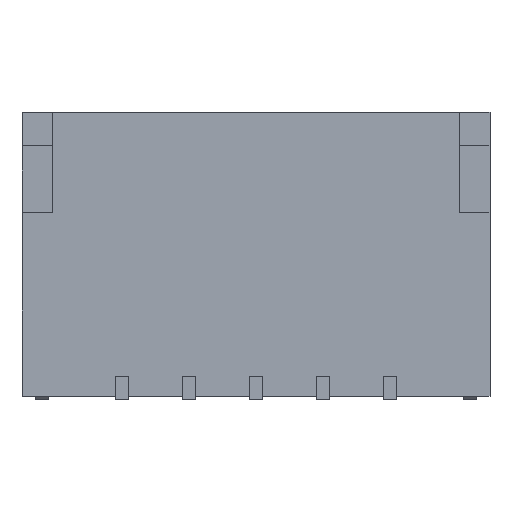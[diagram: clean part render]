
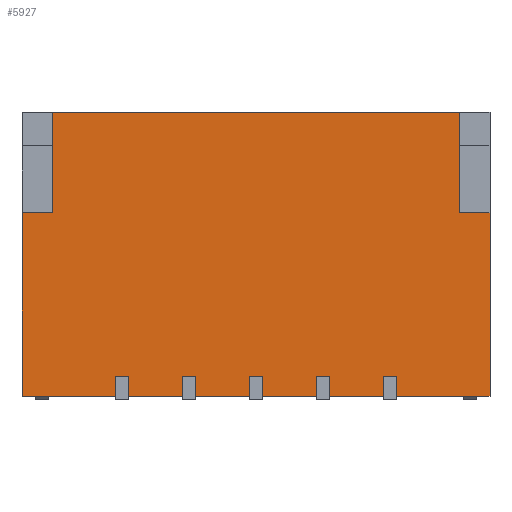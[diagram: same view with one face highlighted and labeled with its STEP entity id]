
A CAD part, front view. The second image highlights one B-rep face of the part: STEP entity #5927.
In plain terms, the highlighted planar face has unit normal (0, -1, 0).
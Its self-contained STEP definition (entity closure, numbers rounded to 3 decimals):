
#276=FACE_OUTER_BOUND('',#592,.T.);
#592=EDGE_LOOP('',(#4907,#4908,#4909,#4910,#4911,#4912,#4913,#4914,#4915,
#4916,#4917,#4918,#4919,#4920,#4921,#4922,#4923,#4924,#4925,#4926,#4927,
#4928,#4929,#4930,#4931,#4932,#4933,#4934));
#1126=LINE('',#8654,#1926);
#1198=LINE('',#8798,#1998);
#1209=LINE('',#8818,#2009);
#1214=LINE('',#8829,#2014);
#1218=LINE('',#8837,#2018);
#1222=LINE('',#8845,#2022);
#1226=LINE('',#8853,#2026);
#1230=LINE('',#8861,#2030);
#1234=LINE('',#8869,#2034);
#1236=LINE('',#8872,#2036);
#1327=LINE('',#9056,#2127);
#1336=LINE('',#9073,#2136);
#1338=LINE('',#9079,#2138);
#1339=LINE('',#9081,#2139);
#1340=LINE('',#9082,#2140);
#1341=LINE('',#9084,#2141);
#1342=LINE('',#9086,#2142);
#1343=LINE('',#9087,#2143);
#1344=LINE('',#9089,#2144);
#1345=LINE('',#9091,#2145);
#1346=LINE('',#9092,#2146);
#1347=LINE('',#9094,#2147);
#1348=LINE('',#9096,#2148);
#1349=LINE('',#9097,#2149);
#1350=LINE('',#9099,#2150);
#1351=LINE('',#9101,#2151);
#1352=LINE('',#9102,#2152);
#1353=LINE('',#9103,#2153);
#1926=VECTOR('',#7111,6.1);
#1998=VECTOR('',#7231,0.45);
#2009=VECTOR('',#7250,1.5);
#2014=VECTOR('',#7257,1.4);
#2018=VECTOR('',#7261,0.8);
#2022=VECTOR('',#7265,0.8);
#2026=VECTOR('',#7269,0.8);
#2030=VECTOR('',#7273,0.8);
#2034=VECTOR('',#7277,1.4);
#2036=VECTOR('',#7281,2.75);
#2127=VECTOR('',#7428,0.45);
#2136=VECTOR('',#7445,1.5);
#2138=VECTOR('',#7453,0.3);
#2139=VECTOR('',#7454,0.2);
#2140=VECTOR('',#7455,0.3);
#2141=VECTOR('',#7456,0.3);
#2142=VECTOR('',#7457,0.2);
#2143=VECTOR('',#7458,0.3);
#2144=VECTOR('',#7459,0.3);
#2145=VECTOR('',#7460,0.2);
#2146=VECTOR('',#7461,0.3);
#2147=VECTOR('',#7462,0.3);
#2148=VECTOR('',#7463,0.2);
#2149=VECTOR('',#7464,0.3);
#2150=VECTOR('',#7465,0.3);
#2151=VECTOR('',#7466,0.2);
#2152=VECTOR('',#7467,0.3);
#2153=VECTOR('',#7468,2.75);
#2572=VERTEX_POINT('',#8651);
#2573=VERTEX_POINT('',#8653);
#2619=VERTEX_POINT('',#8794);
#2621=VERTEX_POINT('',#8797);
#2630=VERTEX_POINT('',#8826);
#2631=VERTEX_POINT('',#8828);
#2634=VERTEX_POINT('',#8834);
#2635=VERTEX_POINT('',#8836);
#2638=VERTEX_POINT('',#8842);
#2639=VERTEX_POINT('',#8844);
#2642=VERTEX_POINT('',#8850);
#2643=VERTEX_POINT('',#8852);
#2646=VERTEX_POINT('',#8858);
#2647=VERTEX_POINT('',#8860);
#2650=VERTEX_POINT('',#8866);
#2651=VERTEX_POINT('',#8868);
#2714=VERTEX_POINT('',#9050);
#2716=VERTEX_POINT('',#9054);
#2721=VERTEX_POINT('',#9078);
#2722=VERTEX_POINT('',#9080);
#2723=VERTEX_POINT('',#9083);
#2724=VERTEX_POINT('',#9085);
#2725=VERTEX_POINT('',#9088);
#2726=VERTEX_POINT('',#9090);
#2727=VERTEX_POINT('',#9093);
#2728=VERTEX_POINT('',#9095);
#2729=VERTEX_POINT('',#9098);
#2730=VERTEX_POINT('',#9100);
#3260=EDGE_CURVE('',#2573,#2572,#1126,.T.);
#3332=EDGE_CURVE('',#2621,#2619,#1198,.T.);
#3343=EDGE_CURVE('',#2572,#2621,#1209,.T.);
#3348=EDGE_CURVE('',#2630,#2631,#1214,.T.);
#3352=EDGE_CURVE('',#2634,#2635,#1218,.T.);
#3356=EDGE_CURVE('',#2638,#2639,#1222,.T.);
#3360=EDGE_CURVE('',#2642,#2643,#1226,.T.);
#3364=EDGE_CURVE('',#2646,#2647,#1230,.T.);
#3368=EDGE_CURVE('',#2650,#2651,#1234,.T.);
#3370=EDGE_CURVE('',#2651,#2619,#1236,.T.);
#3461=EDGE_CURVE('',#2714,#2716,#1327,.T.);
#3470=EDGE_CURVE('',#2716,#2573,#1336,.T.);
#3472=EDGE_CURVE('',#2721,#2650,#1338,.T.);
#3473=EDGE_CURVE('',#2722,#2721,#1339,.T.);
#3474=EDGE_CURVE('',#2647,#2722,#1340,.T.);
#3475=EDGE_CURVE('',#2723,#2646,#1341,.T.);
#3476=EDGE_CURVE('',#2724,#2723,#1342,.T.);
#3477=EDGE_CURVE('',#2643,#2724,#1343,.T.);
#3478=EDGE_CURVE('',#2725,#2642,#1344,.T.);
#3479=EDGE_CURVE('',#2726,#2725,#1345,.T.);
#3480=EDGE_CURVE('',#2639,#2726,#1346,.T.);
#3481=EDGE_CURVE('',#2727,#2638,#1347,.T.);
#3482=EDGE_CURVE('',#2728,#2727,#1348,.T.);
#3483=EDGE_CURVE('',#2635,#2728,#1349,.T.);
#3484=EDGE_CURVE('',#2729,#2634,#1350,.T.);
#3485=EDGE_CURVE('',#2730,#2729,#1351,.T.);
#3486=EDGE_CURVE('',#2631,#2730,#1352,.T.);
#3487=EDGE_CURVE('',#2714,#2630,#1353,.T.);
#4907=ORIENTED_EDGE('',*,*,#3332,.T.);
#4908=ORIENTED_EDGE('',*,*,#3370,.F.);
#4909=ORIENTED_EDGE('',*,*,#3368,.F.);
#4910=ORIENTED_EDGE('',*,*,#3472,.F.);
#4911=ORIENTED_EDGE('',*,*,#3473,.F.);
#4912=ORIENTED_EDGE('',*,*,#3474,.F.);
#4913=ORIENTED_EDGE('',*,*,#3364,.F.);
#4914=ORIENTED_EDGE('',*,*,#3475,.F.);
#4915=ORIENTED_EDGE('',*,*,#3476,.F.);
#4916=ORIENTED_EDGE('',*,*,#3477,.F.);
#4917=ORIENTED_EDGE('',*,*,#3360,.F.);
#4918=ORIENTED_EDGE('',*,*,#3478,.F.);
#4919=ORIENTED_EDGE('',*,*,#3479,.F.);
#4920=ORIENTED_EDGE('',*,*,#3480,.F.);
#4921=ORIENTED_EDGE('',*,*,#3356,.F.);
#4922=ORIENTED_EDGE('',*,*,#3481,.F.);
#4923=ORIENTED_EDGE('',*,*,#3482,.F.);
#4924=ORIENTED_EDGE('',*,*,#3483,.F.);
#4925=ORIENTED_EDGE('',*,*,#3352,.F.);
#4926=ORIENTED_EDGE('',*,*,#3484,.F.);
#4927=ORIENTED_EDGE('',*,*,#3485,.F.);
#4928=ORIENTED_EDGE('',*,*,#3486,.F.);
#4929=ORIENTED_EDGE('',*,*,#3348,.F.);
#4930=ORIENTED_EDGE('',*,*,#3487,.F.);
#4931=ORIENTED_EDGE('',*,*,#3461,.T.);
#4932=ORIENTED_EDGE('',*,*,#3470,.T.);
#4933=ORIENTED_EDGE('',*,*,#3260,.T.);
#4934=ORIENTED_EDGE('',*,*,#3343,.T.);
#5423=PLANE('',#6225);
#5927=ADVANCED_FACE('',(#276),#5423,.T.);
#6225=AXIS2_PLACEMENT_3D('',#9077,#7451,#7452);
#7111=DIRECTION('',(-1.,0.,0.));
#7231=DIRECTION('',(-1.,0.,0.));
#7250=DIRECTION('',(0.,0.,-1.));
#7257=DIRECTION('',(-1.,0.,0.));
#7261=DIRECTION('',(-1.,0.,0.));
#7265=DIRECTION('',(-1.,0.,0.));
#7269=DIRECTION('',(-1.,0.,0.));
#7273=DIRECTION('',(-1.,0.,0.));
#7277=DIRECTION('',(-1.,0.,0.));
#7281=DIRECTION('',(0.,0.,1.));
#7428=DIRECTION('',(-1.,0.,0.));
#7445=DIRECTION('',(0.,0.,1.));
#7451=DIRECTION('center_axis',(0.,-1.,0.));
#7452=DIRECTION('ref_axis',(0.,0.,-1.));
#7453=DIRECTION('',(0.,0.,-1.));
#7454=DIRECTION('',(-1.,0.,0.));
#7455=DIRECTION('',(0.,0.,1.));
#7456=DIRECTION('',(0.,0.,-1.));
#7457=DIRECTION('',(-1.,0.,0.));
#7458=DIRECTION('',(0.,0.,1.));
#7459=DIRECTION('',(0.,0.,-1.));
#7460=DIRECTION('',(-1.,0.,0.));
#7461=DIRECTION('',(0.,0.,1.));
#7462=DIRECTION('',(0.,0.,-1.));
#7463=DIRECTION('',(-1.,0.,0.));
#7464=DIRECTION('',(0.,0.,1.));
#7465=DIRECTION('',(0.,0.,-1.));
#7466=DIRECTION('',(-1.,0.,0.));
#7467=DIRECTION('',(0.,0.,1.));
#7468=DIRECTION('',(0.,0.,-1.));
#8651=CARTESIAN_POINT('',(-3.05,0.05,4.25));
#8653=CARTESIAN_POINT('',(3.05,0.05,4.25));
#8654=CARTESIAN_POINT('',(0.,0.05,4.25));
#8794=CARTESIAN_POINT('',(-3.5,0.05,2.75));
#8797=CARTESIAN_POINT('',(-3.05,0.05,2.75));
#8798=CARTESIAN_POINT('',(-1.75,0.05,2.75));
#8818=CARTESIAN_POINT('',(-3.05,0.05,3.958));
#8826=CARTESIAN_POINT('',(3.5,0.05,0.));
#8828=CARTESIAN_POINT('',(2.1,0.05,0.));
#8829=CARTESIAN_POINT('',(0.,0.05,0.));
#8834=CARTESIAN_POINT('',(1.9,0.05,0.));
#8836=CARTESIAN_POINT('',(1.1,0.05,0.));
#8837=CARTESIAN_POINT('',(0.,0.05,0.));
#8842=CARTESIAN_POINT('',(0.9,0.05,0.));
#8844=CARTESIAN_POINT('',(0.1,0.05,0.));
#8845=CARTESIAN_POINT('',(0.,0.05,0.));
#8850=CARTESIAN_POINT('',(-0.1,0.05,0.));
#8852=CARTESIAN_POINT('',(-0.9,0.05,0.));
#8853=CARTESIAN_POINT('',(0.,0.05,0.));
#8858=CARTESIAN_POINT('',(-1.1,0.05,0.));
#8860=CARTESIAN_POINT('',(-1.9,0.05,0.));
#8861=CARTESIAN_POINT('',(0.,0.05,0.));
#8866=CARTESIAN_POINT('',(-2.1,0.05,0.));
#8868=CARTESIAN_POINT('',(-3.5,0.05,0.));
#8869=CARTESIAN_POINT('',(0.,0.05,0.));
#8872=CARTESIAN_POINT('',(-3.5,0.05,0.));
#9050=CARTESIAN_POINT('',(3.5,0.05,2.75));
#9054=CARTESIAN_POINT('',(3.05,0.05,2.75));
#9056=CARTESIAN_POINT('',(1.75,0.05,2.75));
#9073=CARTESIAN_POINT('',(3.05,0.05,3.958));
#9077=CARTESIAN_POINT('Origin',(0.,0.05,4.25));
#9078=CARTESIAN_POINT('',(-2.1,0.05,0.3));
#9079=CARTESIAN_POINT('',(-2.1,0.05,2.541));
#9080=CARTESIAN_POINT('',(-1.9,0.05,0.3));
#9081=CARTESIAN_POINT('',(-1.,0.05,0.3));
#9082=CARTESIAN_POINT('',(-1.9,0.05,2.541));
#9083=CARTESIAN_POINT('',(-1.1,0.05,0.3));
#9084=CARTESIAN_POINT('',(-1.1,0.05,2.541));
#9085=CARTESIAN_POINT('',(-0.9,0.05,0.3));
#9086=CARTESIAN_POINT('',(-0.5,0.05,0.3));
#9087=CARTESIAN_POINT('',(-0.9,0.05,2.541));
#9088=CARTESIAN_POINT('',(-0.1,0.05,0.3));
#9089=CARTESIAN_POINT('',(-0.1,0.05,2.541));
#9090=CARTESIAN_POINT('',(0.1,0.05,0.3));
#9091=CARTESIAN_POINT('',(0.,0.05,0.3));
#9092=CARTESIAN_POINT('',(0.1,0.05,2.541));
#9093=CARTESIAN_POINT('',(0.9,0.05,0.3));
#9094=CARTESIAN_POINT('',(0.9,0.05,2.541));
#9095=CARTESIAN_POINT('',(1.1,0.05,0.3));
#9096=CARTESIAN_POINT('',(0.5,0.05,0.3));
#9097=CARTESIAN_POINT('',(1.1,0.05,2.541));
#9098=CARTESIAN_POINT('',(1.9,0.05,0.3));
#9099=CARTESIAN_POINT('',(1.9,0.05,2.541));
#9100=CARTESIAN_POINT('',(2.1,0.05,0.3));
#9101=CARTESIAN_POINT('',(1.,0.05,0.3));
#9102=CARTESIAN_POINT('',(2.1,0.05,2.541));
#9103=CARTESIAN_POINT('',(3.5,0.05,0.));
